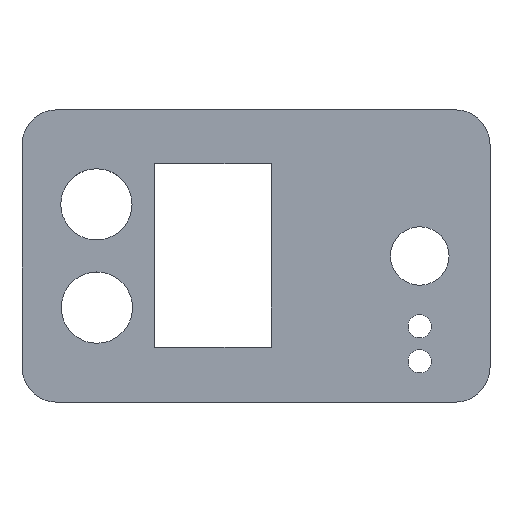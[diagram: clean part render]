
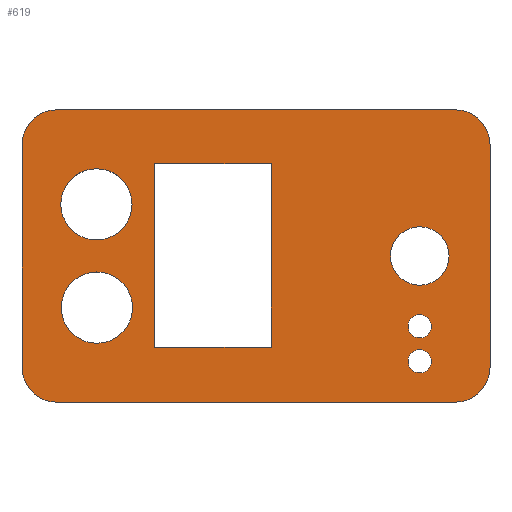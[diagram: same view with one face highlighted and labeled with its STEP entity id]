
A CAD part, top view. The second image highlights one B-rep face of the part: STEP entity #619.
In plain terms, the highlighted planar face has unit normal (0, 0, 1).
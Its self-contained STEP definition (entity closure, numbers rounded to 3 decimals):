
#169 = VERTEX_POINT('',#170);
#170 = CARTESIAN_POINT('',(40.,19.,163.));
#176 = EDGE_CURVE('',#169,#177,#179,.T.);
#177 = VERTEX_POINT('',#178);
#178 = CARTESIAN_POINT('',(40.,-19.,163.));
#179 = LINE('',#180,#181);
#180 = CARTESIAN_POINT('',(40.,25.,163.));
#181 = VECTOR('',#182,1.);
#182 = DIRECTION('',(0.,-1.,-0.));
#200 = VERTEX_POINT('',#201);
#201 = CARTESIAN_POINT('',(34.,25.,163.));
#207 = EDGE_CURVE('',#169,#200,#208,.T.);
#208 = CIRCLE('',#209,6.);
#209 = AXIS2_PLACEMENT_3D('',#210,#211,#212);
#210 = CARTESIAN_POINT('',(34.,19.,163.));
#211 = DIRECTION('',(0.,0.,1.));
#212 = DIRECTION('',(0.,1.,0.));
#225 = VERTEX_POINT('',#226);
#226 = CARTESIAN_POINT('',(34.,-25.,163.));
#232 = EDGE_CURVE('',#177,#225,#233,.T.);
#233 = CIRCLE('',#234,6.);
#234 = AXIS2_PLACEMENT_3D('',#235,#236,#237);
#235 = CARTESIAN_POINT('',(34.,-19.,163.));
#236 = DIRECTION('',(0.,0.,-1.));
#237 = DIRECTION('',(0.,1.,0.));
#250 = VERTEX_POINT('',#251);
#251 = CARTESIAN_POINT('',(-34.,25.,163.));
#257 = EDGE_CURVE('',#250,#200,#258,.T.);
#258 = LINE('',#259,#260);
#259 = CARTESIAN_POINT('',(-40.,25.,163.));
#260 = VECTOR('',#261,1.);
#261 = DIRECTION('',(1.,0.,0.));
#274 = EDGE_CURVE('',#225,#275,#277,.T.);
#275 = VERTEX_POINT('',#276);
#276 = CARTESIAN_POINT('',(-34.,-25.,163.));
#277 = LINE('',#278,#279);
#278 = CARTESIAN_POINT('',(40.,-25.,163.));
#279 = VECTOR('',#280,1.);
#280 = DIRECTION('',(-1.,0.,0.));
#298 = VERTEX_POINT('',#299);
#299 = CARTESIAN_POINT('',(-40.,19.,163.));
#305 = EDGE_CURVE('',#250,#298,#306,.T.);
#306 = CIRCLE('',#307,6.);
#307 = AXIS2_PLACEMENT_3D('',#308,#309,#310);
#308 = CARTESIAN_POINT('',(-34.,19.,163.));
#309 = DIRECTION('',(0.,0.,1.));
#310 = DIRECTION('',(0.,1.,0.));
#323 = VERTEX_POINT('',#324);
#324 = CARTESIAN_POINT('',(-40.,-19.,163.));
#330 = EDGE_CURVE('',#275,#323,#331,.T.);
#331 = CIRCLE('',#332,6.);
#332 = AXIS2_PLACEMENT_3D('',#333,#334,#335);
#333 = CARTESIAN_POINT('',(-34.,-19.,163.));
#334 = DIRECTION('',(0.,0.,-1.));
#335 = DIRECTION('',(0.,1.,0.));
#348 = EDGE_CURVE('',#323,#298,#349,.T.);
#349 = LINE('',#350,#351);
#350 = CARTESIAN_POINT('',(-40.,-25.,163.));
#351 = VECTOR('',#352,1.);
#352 = DIRECTION('',(0.,1.,0.));
#619 = ADVANCED_FACE('',(#620,#630,#641,#652,#663,#674,#708),#719,.F.);
#620 = FACE_BOUND('',#621,.F.);
#621 = EDGE_LOOP('',(#622,#623,#624,#625,#626,#627,#628,#629));
#622 = ORIENTED_EDGE('',*,*,#176,.T.);
#623 = ORIENTED_EDGE('',*,*,#232,.T.);
#624 = ORIENTED_EDGE('',*,*,#274,.T.);
#625 = ORIENTED_EDGE('',*,*,#330,.T.);
#626 = ORIENTED_EDGE('',*,*,#348,.T.);
#627 = ORIENTED_EDGE('',*,*,#305,.F.);
#628 = ORIENTED_EDGE('',*,*,#257,.T.);
#629 = ORIENTED_EDGE('',*,*,#207,.F.);
#630 = FACE_BOUND('',#631,.F.);
#631 = EDGE_LOOP('',(#632));
#632 = ORIENTED_EDGE('',*,*,#633,.T.);
#633 = EDGE_CURVE('',#634,#634,#636,.T.);
#634 = VERTEX_POINT('',#635);
#635 = CARTESIAN_POINT('',(30.,-18.,163.));
#636 = CIRCLE('',#637,2.);
#637 = AXIS2_PLACEMENT_3D('',#638,#639,#640);
#638 = CARTESIAN_POINT('',(28.,-18.,163.));
#639 = DIRECTION('',(0.,0.,1.));
#640 = DIRECTION('',(1.,0.,0.));
#641 = FACE_BOUND('',#642,.F.);
#642 = EDGE_LOOP('',(#643));
#643 = ORIENTED_EDGE('',*,*,#644,.T.);
#644 = EDGE_CURVE('',#645,#645,#647,.T.);
#645 = VERTEX_POINT('',#646);
#646 = CARTESIAN_POINT('',(30.,-12.,163.));
#647 = CIRCLE('',#648,2.);
#648 = AXIS2_PLACEMENT_3D('',#649,#650,#651);
#649 = CARTESIAN_POINT('',(28.,-12.,163.));
#650 = DIRECTION('',(0.,0.,1.));
#651 = DIRECTION('',(1.,0.,0.));
#652 = FACE_BOUND('',#653,.F.);
#653 = EDGE_LOOP('',(#654));
#654 = ORIENTED_EDGE('',*,*,#655,.T.);
#655 = EDGE_CURVE('',#656,#656,#658,.T.);
#656 = VERTEX_POINT('',#657);
#657 = CARTESIAN_POINT('',(-21.11,-8.825,163.));
#658 = CIRCLE('',#659,6.09);
#659 = AXIS2_PLACEMENT_3D('',#660,#661,#662);
#660 = CARTESIAN_POINT('',(-27.2,-8.825,163.));
#661 = DIRECTION('',(0.,0.,1.));
#662 = DIRECTION('',(1.,0.,0.));
#663 = FACE_BOUND('',#664,.F.);
#664 = EDGE_LOOP('',(#665));
#665 = ORIENTED_EDGE('',*,*,#666,.T.);
#666 = EDGE_CURVE('',#667,#667,#669,.T.);
#667 = VERTEX_POINT('',#668);
#668 = CARTESIAN_POINT('',(23.,0.,163.));
#669 = CIRCLE('',#670,5.);
#670 = AXIS2_PLACEMENT_3D('',#671,#672,#673);
#671 = CARTESIAN_POINT('',(28.,0.,163.));
#672 = DIRECTION('',(0.,0.,1.));
#673 = DIRECTION('',(-1.,0.,0.));
#674 = FACE_BOUND('',#675,.F.);
#675 = EDGE_LOOP('',(#676,#686,#694,#702));
#676 = ORIENTED_EDGE('',*,*,#677,.T.);
#677 = EDGE_CURVE('',#678,#680,#682,.T.);
#678 = VERTEX_POINT('',#679);
#679 = CARTESIAN_POINT('',(2.633,-15.573,163.));
#680 = VERTEX_POINT('',#681);
#681 = CARTESIAN_POINT('',(2.633,15.777,163.));
#682 = LINE('',#683,#684);
#683 = CARTESIAN_POINT('',(2.633,-7.786,163.));
#684 = VECTOR('',#685,1.);
#685 = DIRECTION('',(0.,1.,0.));
#686 = ORIENTED_EDGE('',*,*,#687,.T.);
#687 = EDGE_CURVE('',#680,#688,#690,.T.);
#688 = VERTEX_POINT('',#689);
#689 = CARTESIAN_POINT('',(-17.367,15.777,163.));
#690 = LINE('',#691,#692);
#691 = CARTESIAN_POINT('',(1.316,15.777,163.));
#692 = VECTOR('',#693,1.);
#693 = DIRECTION('',(-1.,0.,0.));
#694 = ORIENTED_EDGE('',*,*,#695,.T.);
#695 = EDGE_CURVE('',#688,#696,#698,.T.);
#696 = VERTEX_POINT('',#697);
#697 = CARTESIAN_POINT('',(-17.367,-15.573,163.));
#698 = LINE('',#699,#700);
#699 = CARTESIAN_POINT('',(-17.367,-7.786,163.));
#700 = VECTOR('',#701,1.);
#701 = DIRECTION('',(0.,-1.,0.));
#702 = ORIENTED_EDGE('',*,*,#703,.T.);
#703 = EDGE_CURVE('',#696,#678,#704,.T.);
#704 = LINE('',#705,#706);
#705 = CARTESIAN_POINT('',(1.316,-15.573,163.));
#706 = VECTOR('',#707,1.);
#707 = DIRECTION('',(1.,0.,0.));
#708 = FACE_BOUND('',#709,.F.);
#709 = EDGE_LOOP('',(#710));
#710 = ORIENTED_EDGE('',*,*,#711,.T.);
#711 = EDGE_CURVE('',#712,#712,#714,.T.);
#712 = VERTEX_POINT('',#713);
#713 = CARTESIAN_POINT('',(-21.185,8.825,163.));
#714 = CIRCLE('',#715,6.09);
#715 = AXIS2_PLACEMENT_3D('',#716,#717,#718);
#716 = CARTESIAN_POINT('',(-27.275,8.825,163.));
#717 = DIRECTION('',(0.,0.,1.));
#718 = DIRECTION('',(1.,0.,0.));
#719 = PLANE('',#720);
#720 = AXIS2_PLACEMENT_3D('',#721,#722,#723);
#721 = CARTESIAN_POINT('',(0.,0.,163.));
#722 = DIRECTION('',(0.,0.,-1.));
#723 = DIRECTION('',(-1.,0.,0.));
